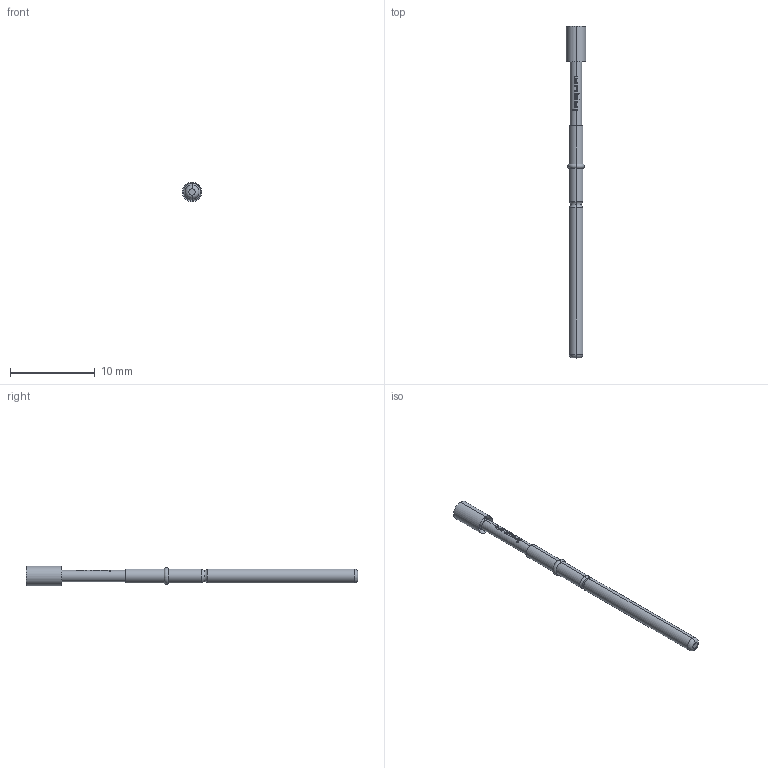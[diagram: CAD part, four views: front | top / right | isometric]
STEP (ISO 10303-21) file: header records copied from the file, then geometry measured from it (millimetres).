
FILE_DESCRIPTION (( 'STEP AP203' ), '1' );
FILE_NAME ('INGUN_GKS-422_002_230_A_xx05.STEP', '2022-01-28T09:54:34', ( 'ochi' ), ( '' ), 'SwSTEP 2.0', 'SolidWorks 2018', '' );
FILE_SCHEMA (( 'CONFIG_CONTROL_DESIGN' ));
Length unit declared in the file: millimetre
Products named in the file (1): INGUN_GKS-422_002_230_A_xx05
Bounding box: 2.3 x 39.2 x 2.3 mm (x, y, z)
Volume: 83.5 mm3; surface area: 220.9 mm2
Topology: 1 solids, 1 shells, 113 faces, 302 edges, 196 vertices
Faces by surface type: plane 46, cylinder 33, bspline 22, torus 8, cone 4
Entity records: 3907 total; most frequent: CARTESIAN_POINT 1132, ORIENTED_EDGE 604, DIRECTION 520, EDGE_CURVE 302, AXIS2_PLACEMENT_3D 212, VERTEX_POINT 196, CIRCLE 120, EDGE_LOOP 118
